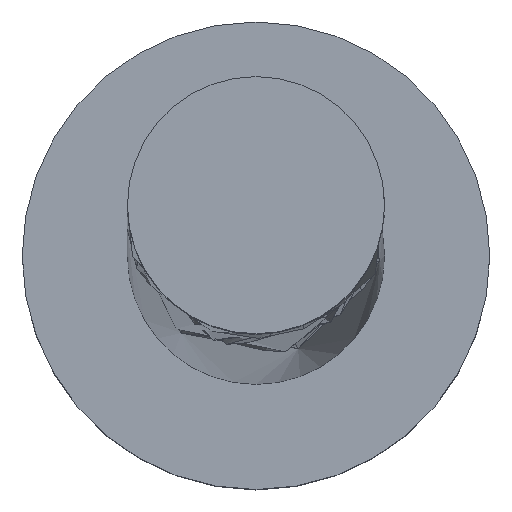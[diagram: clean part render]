
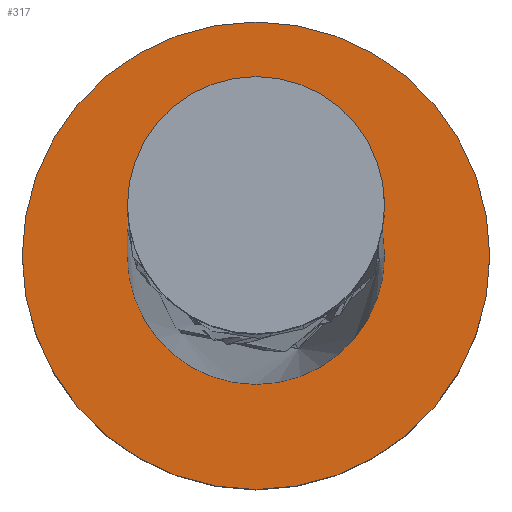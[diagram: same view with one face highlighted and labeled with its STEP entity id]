
A CAD part, top view. The second image highlights one B-rep face of the part: STEP entity #317.
In plain terms, the highlighted planar face has unit normal (0, 0, 1).
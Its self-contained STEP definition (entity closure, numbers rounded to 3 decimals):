
#4 = EDGE_CURVE ( 'NONE', #10, #1342, #971, .T. ) ;
#10 = VERTEX_POINT ( 'NONE', #1214 ) ;
#51 = DIRECTION ( 'NONE',  ( 0., 0., 1. ) ) ;
#54 = CIRCLE ( 'NONE', #283, 2. ) ;
#80 = AXIS2_PLACEMENT_3D ( 'NONE', #376, #1046, #1710 ) ;
#210 = DIRECTION ( 'NONE',  ( 0., 0., 1. ) ) ;
#283 = AXIS2_PLACEMENT_3D ( 'NONE', #1269, #210, #1532 ) ;
#317 = ADVANCED_FACE ( 'NONE', ( #1634, #988 ), #735, .T. ) ;
#376 = CARTESIAN_POINT ( 'NONE',  ( 0., 0., 2. ) ) ;
#394 = ORIENTED_EDGE ( 'NONE', *, *, #962, .F. ) ;
#405 = CARTESIAN_POINT ( 'NONE',  ( 0., 0., 2. ) ) ;
#410 = ORIENTED_EDGE ( 'NONE', *, *, #1476, .T. ) ;
#426 = CARTESIAN_POINT ( 'NONE',  ( 0., 0., 2. ) ) ;
#442 = AXIS2_PLACEMENT_3D ( 'NONE', #405, #1593, #686 ) ;
#463 = CARTESIAN_POINT ( 'NONE',  ( 0., 0., 2. ) ) ;
#478 = CARTESIAN_POINT ( 'NONE',  ( 2., 0., 2. ) ) ;
#528 = VERTEX_POINT ( 'NONE', #1354 ) ;
#608 = VERTEX_POINT ( 'NONE', #1615 ) ;
#686 = DIRECTION ( 'NONE',  ( 1., 0., 0. ) ) ;
#735 = PLANE ( 'NONE',  #913 ) ;
#818 = DIRECTION ( 'NONE',  ( 1., 0., 0. ) ) ;
#833 = CIRCLE ( 'NONE', #80, 1.1 ) ;
#839 = DIRECTION ( 'NONE',  ( 0., 0., 1. ) ) ;
#913 = AXIS2_PLACEMENT_3D ( 'NONE', #463, #51, #979 ) ;
#923 = ORIENTED_EDGE ( 'NONE', *, *, #1086, .F. ) ;
#962 = EDGE_CURVE ( 'NONE', #528, #608, #1131, .T. ) ;
#971 = CIRCLE ( 'NONE', #442, 2. ) ;
#979 = DIRECTION ( 'NONE',  ( 1., 0., 0. ) ) ;
#988 = FACE_OUTER_BOUND ( 'NONE', #1066, .T. ) ;
#1046 = DIRECTION ( 'NONE',  ( 0., 0., 1. ) ) ;
#1066 = EDGE_LOOP ( 'NONE', ( #1099, #410 ) ) ;
#1086 = EDGE_CURVE ( 'NONE', #608, #528, #833, .T. ) ;
#1099 = ORIENTED_EDGE ( 'NONE', *, *, #4, .T. ) ;
#1131 = CIRCLE ( 'NONE', #1499, 1.1 ) ;
#1214 = CARTESIAN_POINT ( 'NONE',  ( -2., 0., 2. ) ) ;
#1269 = CARTESIAN_POINT ( 'NONE',  ( 0., 0., 2. ) ) ;
#1342 = VERTEX_POINT ( 'NONE', #478 ) ;
#1354 = CARTESIAN_POINT ( 'NONE',  ( 1.1, 0., 2. ) ) ;
#1476 = EDGE_CURVE ( 'NONE', #1342, #10, #54, .T. ) ;
#1499 = AXIS2_PLACEMENT_3D ( 'NONE', #426, #839, #818 ) ;
#1532 = DIRECTION ( 'NONE',  ( 1., 0., 0. ) ) ;
#1593 = DIRECTION ( 'NONE',  ( 0., 0., 1. ) ) ;
#1615 = CARTESIAN_POINT ( 'NONE',  ( -1.1, 0., 2. ) ) ;
#1622 = EDGE_LOOP ( 'NONE', ( #923, #394 ) ) ;
#1634 = FACE_BOUND ( 'NONE', #1622, .T. ) ;
#1710 = DIRECTION ( 'NONE',  ( 1., 0., 0. ) ) ;
